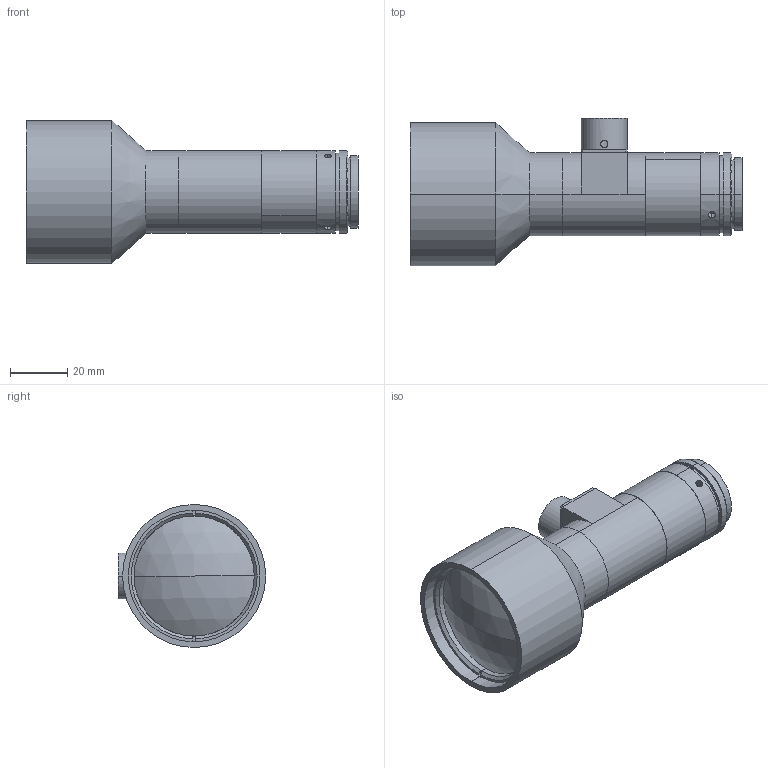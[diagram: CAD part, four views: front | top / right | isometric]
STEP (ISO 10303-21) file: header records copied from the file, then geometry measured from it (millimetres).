
FILE_DESCRIPTION (( 'STEP AP203' ), '1' );
FILE_NAME ('XF-10MDT05X110D-1C.STEP', '2017-07-03T06:47:38', ( 'canrill005' ), ( '' ), 'SwSTEP 2.0', 'SolidWorks 2014', '' );
FILE_SCHEMA (( 'CONFIG_CONTROL_DESIGN' ));
Length unit declared in the file: millimetre
Products named in the file (1): XF-10MDT05X110D-1C
Bounding box: 116.03 x 51.5 x 50 mm (x, y, z)
Surface area: 21753.2 mm2 (no closed solid volume)
Topology: 0 solids, 10 shells, 120 faces, 304 edges, 202 vertices
Faces by surface type: cylinder 61, plane 49, cone 6, sphere 4
Entity records: 4000 total; most frequent: CARTESIAN_POINT 947, DIRECTION 678, ORIENTED_EDGE 530, EDGE_CURVE 304, AXIS2_PLACEMENT_3D 273, VERTEX_POINT 202, CIRCLE 152, EDGE_LOOP 150
